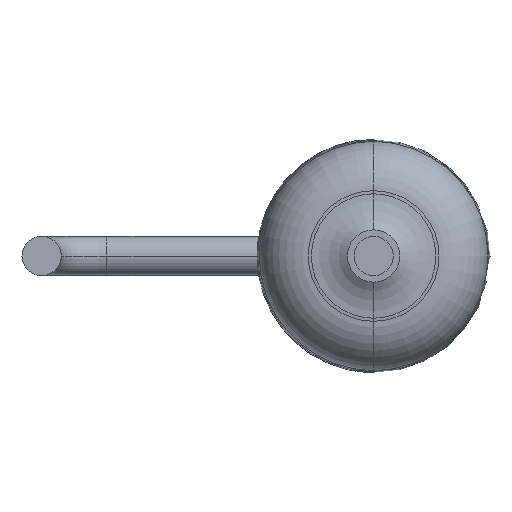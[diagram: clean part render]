
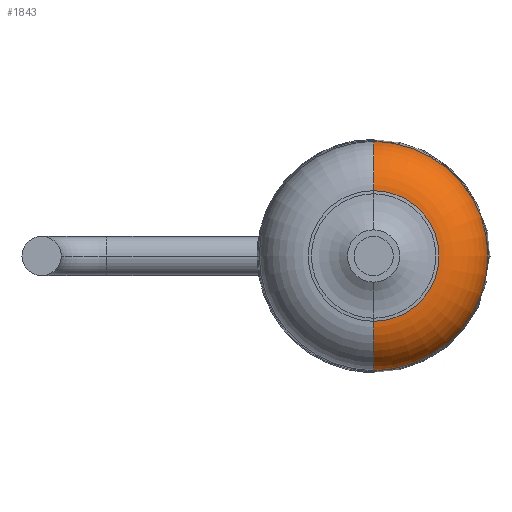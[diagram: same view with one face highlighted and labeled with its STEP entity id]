
A CAD part, front view. The second image highlights one B-rep face of the part: STEP entity #1843.
In plain terms, the highlighted toroidal (fillet/blend) face has major radius 0.952 mm and minor radius 0.8 mm.
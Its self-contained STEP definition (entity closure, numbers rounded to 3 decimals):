
#65 = DIRECTION ( 'NONE',  ( 0., 0., 1. ) ) ;
#73 = EDGE_CURVE ( 'NONE', #2377, #688, #2138, .T. ) ;
#184 = CARTESIAN_POINT ( 'NONE',  ( 1.75, -3.75, 0. ) ) ;
#194 = VERTEX_POINT ( 'NONE', #1619 ) ;
#229 = DIRECTION ( 'NONE',  ( 0., 0., -1. ) ) ;
#245 = DIRECTION ( 'NONE',  ( 0., -1., 0. ) ) ;
#253 = AXIS2_PLACEMENT_3D ( 'NONE', #1344, #1518, #1355 ) ;
#326 = CARTESIAN_POINT ( 'NONE',  ( 0., -3.75, -1.75 ) ) ;
#330 = AXIS2_PLACEMENT_3D ( 'NONE', #2459, #2221, #1831 ) ;
#565 = DIRECTION ( 'NONE',  ( 0., 0., -1. ) ) ;
#575 = AXIS2_PLACEMENT_3D ( 'NONE', #2375, #614, #565 ) ;
#614 = DIRECTION ( 'NONE',  ( 1., 0., 0. ) ) ;
#652 = EDGE_CURVE ( 'NONE', #1763, #773, #2142, .T. ) ;
#688 = VERTEX_POINT ( 'NONE', #1226 ) ;
#712 = AXIS2_PLACEMENT_3D ( 'NONE', #1193, #245, #229 ) ;
#773 = VERTEX_POINT ( 'NONE', #1624 ) ;
#899 = DIRECTION ( 'NONE',  ( 0., -1., 0. ) ) ;
#998 = DIRECTION ( 'NONE',  ( -1., 0., 0. ) ) ;
#1061 = ORIENTED_EDGE ( 'NONE', *, *, #73, .F. ) ;
#1193 = CARTESIAN_POINT ( 'NONE',  ( 0., -3.75, 0. ) ) ;
#1226 = CARTESIAN_POINT ( 'NONE',  ( 0., -4.5, -0.952 ) ) ;
#1344 = CARTESIAN_POINT ( 'NONE',  ( 0., -3.75, 0. ) ) ;
#1355 = DIRECTION ( 'NONE',  ( 0., 0., -1. ) ) ;
#1407 = CIRCLE ( 'NONE', #253, 1.75 ) ;
#1408 = ORIENTED_EDGE ( 'NONE', *, *, #2468, .F. ) ;
#1411 = EDGE_LOOP ( 'NONE', ( #1546, #1820, #1408, #1061, #1915 ) ) ;
#1441 = CARTESIAN_POINT ( 'NONE',  ( 0., -4.5, 0. ) ) ;
#1518 = DIRECTION ( 'NONE',  ( 0., -1., 0. ) ) ;
#1546 = ORIENTED_EDGE ( 'NONE', *, *, #652, .T. ) ;
#1572 = EDGE_CURVE ( 'NONE', #773, #194, #2467, .T. ) ;
#1606 = TOROIDAL_SURFACE ( 'NONE', #330, 0.952, 0.8 ) ;
#1619 = CARTESIAN_POINT ( 'NONE',  ( 0., -4.5, 0.952 ) ) ;
#1624 = CARTESIAN_POINT ( 'NONE',  ( 0., -3.75, 1.75 ) ) ;
#1763 = VERTEX_POINT ( 'NONE', #184 ) ;
#1788 = CARTESIAN_POINT ( 'NONE',  ( 0., -3.7, -0.952 ) ) ;
#1820 = ORIENTED_EDGE ( 'NONE', *, *, #1572, .T. ) ;
#1831 = DIRECTION ( 'NONE',  ( 0., 0., -1. ) ) ;
#1843 = ADVANCED_FACE ( 'NONE', ( #2059 ), #1606, .T. ) ;
#1915 = ORIENTED_EDGE ( 'NONE', *, *, #1994, .T. ) ;
#1968 = CIRCLE ( 'NONE', #2244, 0.952 ) ;
#1994 = EDGE_CURVE ( 'NONE', #2377, #1763, #1407, .T. ) ;
#2018 = AXIS2_PLACEMENT_3D ( 'NONE', #1788, #998, #2396 ) ;
#2059 = FACE_OUTER_BOUND ( 'NONE', #1411, .T. ) ;
#2138 = CIRCLE ( 'NONE', #2018, 0.8 ) ;
#2142 = CIRCLE ( 'NONE', #712, 1.75 ) ;
#2221 = DIRECTION ( 'NONE',  ( 0., -1., 0. ) ) ;
#2244 = AXIS2_PLACEMENT_3D ( 'NONE', #1441, #899, #65 ) ;
#2375 = CARTESIAN_POINT ( 'NONE',  ( 0., -3.7, 0.952 ) ) ;
#2377 = VERTEX_POINT ( 'NONE', #326 ) ;
#2396 = DIRECTION ( 'NONE',  ( 0., 0., 1. ) ) ;
#2459 = CARTESIAN_POINT ( 'NONE',  ( 0., -3.7, 0. ) ) ;
#2467 = CIRCLE ( 'NONE', #575, 0.8 ) ;
#2468 = EDGE_CURVE ( 'NONE', #688, #194, #1968, .T. ) ;
